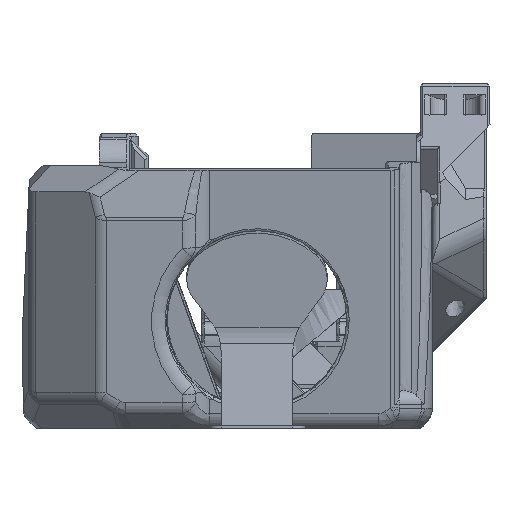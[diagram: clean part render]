
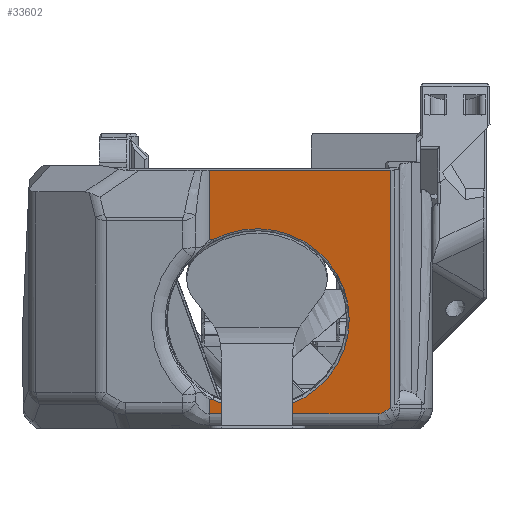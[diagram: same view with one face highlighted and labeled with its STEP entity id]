
A CAD part, left-side view. The second image highlights one B-rep face of the part: STEP entity #33602.
In plain terms, the highlighted planar face has unit normal (-0.985, 0, -0.174).
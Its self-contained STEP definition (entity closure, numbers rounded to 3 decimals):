
#945=ELLIPSE('',#36114,3.203,2.);
#2243=LINE('',#54688,#5278);
#2252=LINE('',#54726,#5287);
#2364=LINE('',#55291,#5399);
#2365=LINE('',#55293,#5400);
#2366=LINE('',#55297,#5401);
#2367=LINE('',#55299,#5402);
#5278=VECTOR('',#40797,1000.);
#5287=VECTOR('',#40822,1000.);
#5399=VECTOR('',#41148,1000.);
#5400=VECTOR('',#41149,1000.);
#5401=VECTOR('',#41152,1000.);
#5402=VECTOR('',#41153,1000.);
#7588=PLANE('',#36113);
#8490=CIRCLE('',#35330,14.4);
#12500=ORIENTED_EDGE('',*,*,#21363,.T.);
#12501=ORIENTED_EDGE('',*,*,#19980,.T.);
#12502=ORIENTED_EDGE('',*,*,#21551,.T.);
#12503=ORIENTED_EDGE('',*,*,#21552,.T.);
#12504=ORIENTED_EDGE('',*,*,#21553,.T.);
#12505=ORIENTED_EDGE('',*,*,#21554,.F.);
#12506=ORIENTED_EDGE('',*,*,#21555,.F.);
#12507=ORIENTED_EDGE('',*,*,#21556,.F.);
#12508=ORIENTED_EDGE('',*,*,#21346,.F.);
#12509=ORIENTED_EDGE('',*,*,#21361,.T.);
#19980=EDGE_CURVE('',#25007,#25008,#8490,.T.);
#21346=EDGE_CURVE('',#25942,#25943,#2243,.T.);
#21361=EDGE_CURVE('',#25942,#25952,#2252,.F.);
#21363=EDGE_CURVE('',#25952,#25007,#28238,.F.);
#21551=EDGE_CURVE('',#25008,#26072,#28260,.T.);
#21552=EDGE_CURVE('',#26072,#26073,#2364,.F.);
#21553=EDGE_CURVE('',#26073,#26074,#2365,.T.);
#21554=EDGE_CURVE('',#26075,#26074,#945,.F.);
#21555=EDGE_CURVE('',#26076,#26075,#2366,.T.);
#21556=EDGE_CURVE('',#25943,#26076,#2367,.F.);
#25007=VERTEX_POINT('',#47967);
#25008=VERTEX_POINT('',#47968);
#25942=VERTEX_POINT('',#54687);
#25943=VERTEX_POINT('',#54689);
#25952=VERTEX_POINT('',#54725);
#26072=VERTEX_POINT('',#55290);
#26073=VERTEX_POINT('',#55292);
#26074=VERTEX_POINT('',#55294);
#26075=VERTEX_POINT('',#55296);
#26076=VERTEX_POINT('',#55298);
#28238=B_SPLINE_CURVE_WITH_KNOTS('',3,(#54753,#54754,#54755,#54756),
 .UNSPECIFIED.,.F.,.F.,(4,4),(0.001,0.001),
 .UNSPECIFIED.);
#28260=B_SPLINE_CURVE_WITH_KNOTS('',3,(#55286,#55287,#55288,#55289),
 .UNSPECIFIED.,.F.,.F.,(4,4),(0.001,0.001),
 .UNSPECIFIED.);
#29407=EDGE_LOOP('',(#12500,#12501,#12502,#12503,#12504,#12505,#12506,#12507,
#12508,#12509));
#31488=FACE_BOUND('',#29407,.T.);
#33602=ADVANCED_FACE('',(#31488),#7588,.F.);
#35330=AXIS2_PLACEMENT_3D('',#47966,#38785,#38786);
#36113=AXIS2_PLACEMENT_3D('',#55285,#41146,#41147);
#36114=AXIS2_PLACEMENT_3D('',#55295,#41150,#41151);
#38785=DIRECTION('',(0.985,0.,0.174));
#38786=DIRECTION('',(0.174,0.,-0.985));
#40797=DIRECTION('',(0.,-1.,0.));
#40822=DIRECTION('',(-0.174,0.,0.985));
#41146=DIRECTION('',(0.985,0.,0.174));
#41147=DIRECTION('',(-0.174,0.,0.985));
#41148=DIRECTION('',(-0.174,0.,0.985));
#41149=DIRECTION('',(0.,-1.,0.));
#41150=DIRECTION('',(-0.985,0.,-0.174));
#41151=DIRECTION('',(-0.165,-0.304,0.938));
#41152=DIRECTION('',(0.097,0.829,-0.551));
#41153=DIRECTION('',(-0.174,0.,0.985));
#47966=CARTESIAN_POINT('',(-30.458,4.853,16.973));
#47967=CARTESIAN_POINT('',(-32.651,11.767,29.413));
#47968=CARTESIAN_POINT('',(-28.264,11.767,4.533));
#54687=CARTESIAN_POINT('',(-34.572,12.27,40.304));
#54688=CARTESIAN_POINT('',(-34.572,24.853,40.304));
#54689=CARTESIAN_POINT('',(-34.572,-16.002,40.304));
#54725=CARTESIAN_POINT('',(-32.66,12.27,29.463));
#54726=CARTESIAN_POINT('',(-31.185,12.27,21.099));
#54753=CARTESIAN_POINT('',(-32.651,11.767,29.413));
#54754=CARTESIAN_POINT('',(-32.654,11.935,29.425));
#54755=CARTESIAN_POINT('',(-32.657,12.103,29.442));
#54756=CARTESIAN_POINT('',(-32.66,12.27,29.463));
#55285=CARTESIAN_POINT('',(-31.185,24.853,21.099));
#55286=CARTESIAN_POINT('',(-28.264,11.767,4.533));
#55287=CARTESIAN_POINT('',(-28.262,11.935,4.52));
#55288=CARTESIAN_POINT('',(-28.259,12.103,4.503));
#55289=CARTESIAN_POINT('',(-28.255,12.27,4.482));
#55290=CARTESIAN_POINT('',(-28.255,12.27,4.482));
#55291=CARTESIAN_POINT('',(-31.185,12.27,21.099));
#55292=CARTESIAN_POINT('',(-27.864,12.27,2.262));
#55293=CARTESIAN_POINT('',(-27.864,-14.655,2.262));
#55294=CARTESIAN_POINT('',(-27.864,-14.07,2.262));
#55295=CARTESIAN_POINT('',(-28.404,-14.652,5.326));
#55296=CARTESIAN_POINT('',(-27.923,-15.07,2.597));
#55297=CARTESIAN_POINT('',(-27.821,-14.199,2.018));
#55298=CARTESIAN_POINT('',(-28.032,-16.002,3.216));
#55299=CARTESIAN_POINT('',(-7.663,-16.002,-112.301));
